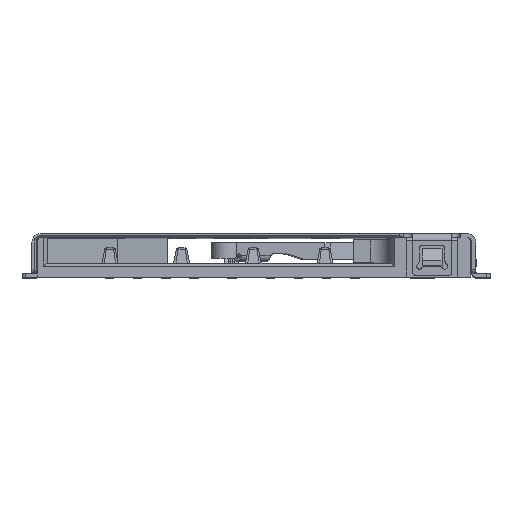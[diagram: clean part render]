
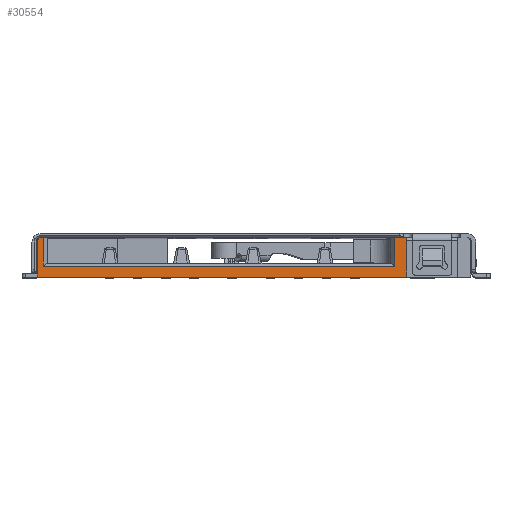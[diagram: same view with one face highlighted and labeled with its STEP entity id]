
A CAD part, top view. The second image highlights one B-rep face of the part: STEP entity #30554.
In plain terms, the highlighted planar face has unit normal (0, 0, 1).
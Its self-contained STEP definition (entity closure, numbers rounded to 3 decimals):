
#2935=DIRECTION('',(0.,1.,0.));
#2936=VECTOR('',#2935,1.);
#2937=CARTESIAN_POINT('',(4.91,0.39,0.));
#2938=LINE('',#2937,#2936);
#2939=DIRECTION('',(1.,0.,0.));
#2940=VECTOR('',#2939,0.43);
#2941=CARTESIAN_POINT('',(4.91,1.39,0.));
#2942=LINE('',#2941,#2940);
#2943=DIRECTION('',(0.,-1.,0.));
#2944=VECTOR('',#2943,1.39);
#2945=CARTESIAN_POINT('',(5.34,1.39,0.));
#2946=LINE('',#2945,#2944);
#2947=DIRECTION('',(-1.,0.,0.));
#2948=VECTOR('',#2947,13.09);
#2949=CARTESIAN_POINT('',(5.34,0.,0.));
#2950=LINE('',#2949,#2948);
#2951=DIRECTION('',(0.707,0.707,0.));
#2952=VECTOR('',#2951,0.141);
#2953=CARTESIAN_POINT('',(-7.75,1.29,0.));
#2954=LINE('',#2953,#2952);
#2971=DIRECTION('',(-1.,0.,0.));
#2972=VECTOR('',#2971,12.45);
#2973=CARTESIAN_POINT('',(4.91,0.39,0.));
#2974=LINE('',#2973,#2972);
#3696=DIRECTION('',(0.,-1.,0.));
#3697=VECTOR('',#3696,1.29);
#3698=CARTESIAN_POINT('',(-7.75,1.29,0.));
#3699=LINE('',#3698,#3697);
#3781=DIRECTION('',(-1.,0.,0.));
#3782=VECTOR('',#3781,0.11);
#3783=CARTESIAN_POINT('',(-7.54,1.39,0.));
#3784=LINE('',#3783,#3782);
#3955=DIRECTION('',(0.,1.,0.));
#3956=VECTOR('',#3955,1.);
#3957=CARTESIAN_POINT('',(-7.54,0.39,0.));
#3958=LINE('',#3957,#3956);
#20479=CARTESIAN_POINT('',(4.91,0.39,0.));
#20480=CARTESIAN_POINT('',(4.91,1.39,0.));
#20481=VERTEX_POINT('',#20479);
#20482=VERTEX_POINT('',#20480);
#20487=CARTESIAN_POINT('',(5.34,1.39,0.));
#20489=VERTEX_POINT('',#20487);
#20544=CARTESIAN_POINT('',(5.34,0.,0.));
#20545=VERTEX_POINT('',#20544);
#20546=CARTESIAN_POINT('',(-7.75,0.,0.));
#20547=VERTEX_POINT('',#20546);
#20548=CARTESIAN_POINT('',(-7.75,1.29,0.));
#20549=VERTEX_POINT('',#20548);
#20550=CARTESIAN_POINT('',(-7.65,1.39,0.));
#20551=VERTEX_POINT('',#20550);
#20552=CARTESIAN_POINT('',(-7.54,0.39,0.));
#20553=VERTEX_POINT('',#20552);
#20626=CARTESIAN_POINT('',(-7.54,1.39,0.));
#20627=VERTEX_POINT('',#20626);
#30532=CARTESIAN_POINT('',(-1.205,0.695,0.));
#30533=DIRECTION('',(0.,0.,1.));
#30534=DIRECTION('',(1.,0.,0.));
#30535=AXIS2_PLACEMENT_3D('',#30532,#30533,#30534);
#30536=PLANE('',#30535);
#30538=ORIENTED_EDGE('',*,*,#30537,.T.);
#30539=ORIENTED_EDGE('',*,*,#28725,.T.);
#30540=ORIENTED_EDGE('',*,*,#30527,.T.);
#30541=ORIENTED_EDGE('',*,*,#27199,.T.);
#30543=ORIENTED_EDGE('',*,*,#30542,.F.);
#30545=ORIENTED_EDGE('',*,*,#30544,.T.);
#30547=ORIENTED_EDGE('',*,*,#30546,.F.);
#30549=ORIENTED_EDGE('',*,*,#30548,.F.);
#30551=ORIENTED_EDGE('',*,*,#30550,.F.);
#30552=EDGE_LOOP('',(#30538,#30539,#30540,#30541,#30543,#30545,#30547,#30549,
#30551));
#30553=FACE_OUTER_BOUND('',#30552,.F.);
#27199=EDGE_CURVE('',#20545,#20547,#2950,.T.);
#28725=EDGE_CURVE('',#20482,#20489,#2942,.T.);
#30527=EDGE_CURVE('',#20489,#20545,#2946,.T.);
#30537=EDGE_CURVE('',#20481,#20482,#2938,.T.);
#30542=EDGE_CURVE('',#20549,#20547,#3699,.T.);
#30544=EDGE_CURVE('',#20549,#20551,#2954,.T.);
#30546=EDGE_CURVE('',#20627,#20551,#3784,.T.);
#30548=EDGE_CURVE('',#20553,#20627,#3958,.T.);
#30550=EDGE_CURVE('',#20481,#20553,#2974,.T.);
#30554=ADVANCED_FACE('',(#30553),#30536,.T.);
